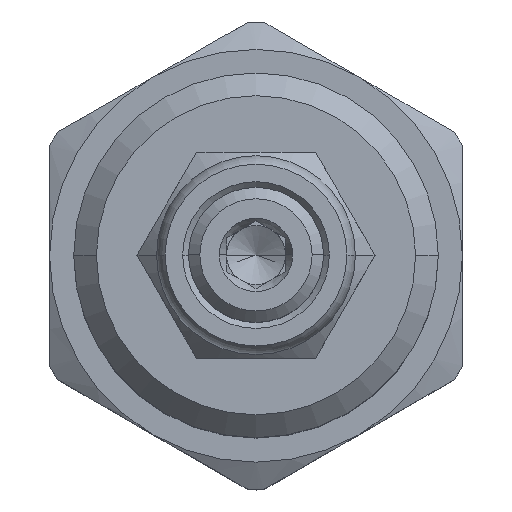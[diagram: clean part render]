
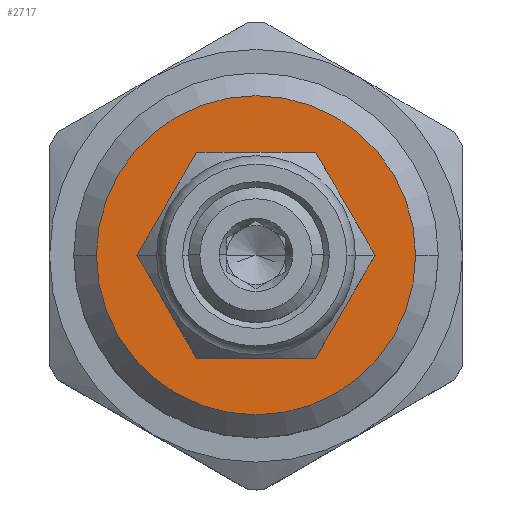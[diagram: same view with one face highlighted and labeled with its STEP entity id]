
A CAD part, top view. The second image highlights one B-rep face of the part: STEP entity #2717.
In plain terms, the highlighted planar face has unit normal (0, 0, 1).
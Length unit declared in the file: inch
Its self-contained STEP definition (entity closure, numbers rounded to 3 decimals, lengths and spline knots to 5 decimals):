
#270=CARTESIAN_POINT('',(0.,0.,1.684));
#271=DIRECTION('',(0.,0.,1.));
#272=DIRECTION('',(-1.,0.,0.));
#273=AXIS2_PLACEMENT_3D('',#270,#271,#272);
#275=CARTESIAN_POINT('',(0.,0.,1.684));
#276=DIRECTION('',(0.,0.,1.));
#277=DIRECTION('',(1.,0.,0.));
#278=AXIS2_PLACEMENT_3D('',#275,#276,#277);
#280=CARTESIAN_POINT('',(0.,0.,1.684));
#281=DIRECTION('',(0.,0.,1.));
#282=DIRECTION('',(-1.,0.,0.));
#283=AXIS2_PLACEMENT_3D('',#280,#281,#282);
#298=CARTESIAN_POINT('',(0.,0.,1.684));
#299=DIRECTION('',(0.,0.,-1.));
#300=DIRECTION('',(-1.,0.,0.));
#301=AXIS2_PLACEMENT_3D('',#298,#299,#300);
#2151=CARTESIAN_POINT('',(-0.435,0.,1.684));
#2152=CARTESIAN_POINT('',(0.435,0.,1.684));
#2153=VERTEX_POINT('',#2151);
#2154=VERTEX_POINT('',#2152);
#2293=CARTESIAN_POINT('',(-0.271,0.,1.684));
#2294=CARTESIAN_POINT('',(0.271,0.,1.684));
#2295=VERTEX_POINT('',#2293);
#2296=VERTEX_POINT('',#2294);
#2701=CARTESIAN_POINT('',(0.,0.,1.684));
#2702=DIRECTION('',(0.,0.,-1.));
#2703=DIRECTION('',(1.,0.,0.));
#2704=AXIS2_PLACEMENT_3D('',#2701,#2702,#2703);
#2705=PLANE('',#2704);
#2707=ORIENTED_EDGE('',*,*,#2706,.F.);
#2709=ORIENTED_EDGE('',*,*,#2708,.T.);
#2710=EDGE_LOOP('',(#2707,#2709));
#2711=FACE_OUTER_BOUND('',#2710,.F.);
#2713=ORIENTED_EDGE('',*,*,#2712,.T.);
#2714=ORIENTED_EDGE('',*,*,#2691,.T.);
#2715=EDGE_LOOP('',(#2713,#2714));
#2716=FACE_BOUND('',#2715,.F.);
#2717=ADVANCED_FACE('',(#2711,#2716),#2705,.F.);
#274=CIRCLE('',#273,0.271);
#279=CIRCLE('',#278,0.271);
#284=CIRCLE('',#283,0.435);
#302=CIRCLE('',#301,0.435);
#2691=EDGE_CURVE('',#2296,#2295,#279,.T.);
#2706=EDGE_CURVE('',#2153,#2154,#284,.T.);
#2708=EDGE_CURVE('',#2153,#2154,#302,.T.);
#2712=EDGE_CURVE('',#2295,#2296,#274,.T.);
